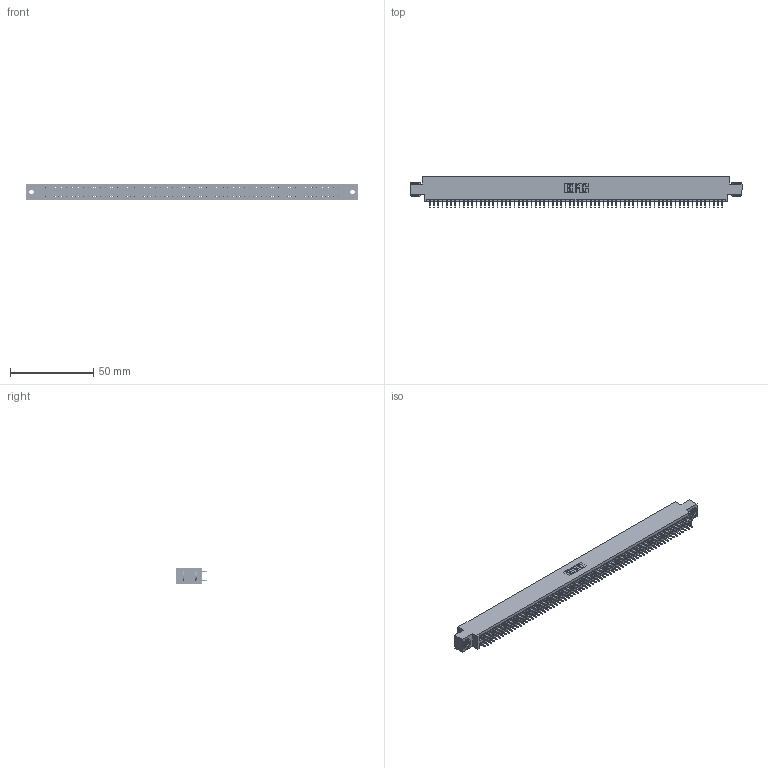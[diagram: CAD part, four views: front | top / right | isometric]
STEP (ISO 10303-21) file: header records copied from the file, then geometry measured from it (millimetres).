
FILE_DESCRIPTION (( 'STEP AP203' ), '1' );
FILE_NAME ('395-140-525-803.STEP', '2020-09-26T06:03:02', ( '' ), ( '' ), 'SwSTEP 2.0', 'SolidWorks 2020', '' );
FILE_SCHEMA (( 'CONFIG_CONTROL_DESIGN' ));
Length unit declared in the file: inch
Products named in the file (4): 395-140-525-803; 345-292-001_345-293-125; 345-250-002_345-250-002-102; 345 Part_0.170 Offset - 0.156 Dia-TH
Assembly tree (143 placements, depth 2):
  395-140-525-803
    345 Part_0.170 Offset - 0.156 Dia-TH
    345-292-001_345-293-125  x140
    345-250-002_345-250-002-102  x2
Bounding box: 199.01 x 18.72 x 9.4 mm (x, y, z)
Volume: 19267.4 mm3; surface area: 28676.7 mm2
Topology: 143 solids, 143 shells, 7728 faces, 21849 edges, 14002 vertices
Faces by surface type: plane 5554, cylinder 2166, cone 8
Entity records: 52010 total; most frequent: CARTESIAN_POINT 8667, ORIENTED_EDGE 8594, DIRECTION 7639, EDGE_CURVE 4297, LINE 3865, VECTOR 3865, VERTEX_POINT 2858, AXIS2_PLACEMENT_3D 1887
